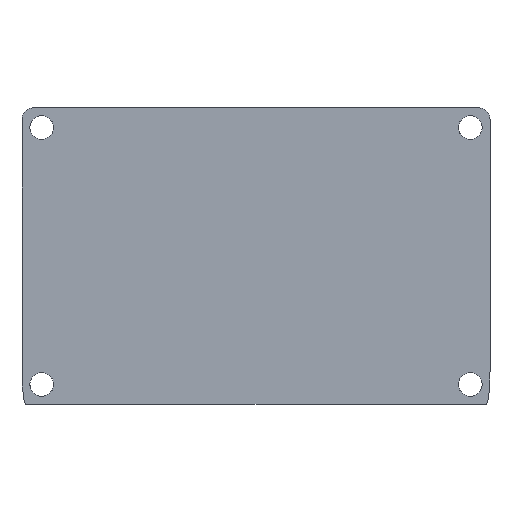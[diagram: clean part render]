
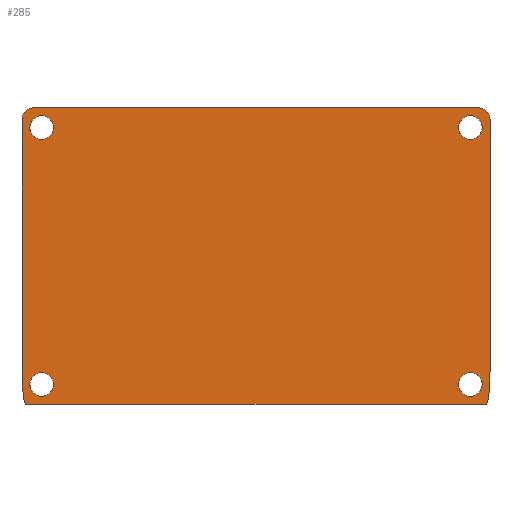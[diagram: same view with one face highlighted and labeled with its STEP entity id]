
A CAD part, top view. The second image highlights one B-rep face of the part: STEP entity #285.
In plain terms, the highlighted planar face has unit normal (0, 0, 1).
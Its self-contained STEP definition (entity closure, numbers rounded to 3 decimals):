
#19=FACE_BOUND('',#59,.T.);
#20=FACE_BOUND('',#60,.T.);
#21=FACE_BOUND('',#61,.T.);
#22=FACE_BOUND('',#62,.T.);
#28=PLANE('',#329);
#42=FACE_OUTER_BOUND('',#58,.T.);
#58=EDGE_LOOP('',(#224,#225,#226,#227,#228,#229,#230,#231));
#59=EDGE_LOOP('',(#232));
#60=EDGE_LOOP('',(#233));
#61=EDGE_LOOP('',(#234));
#62=EDGE_LOOP('',(#235));
#74=CIRCLE('',#310,3.);
#75=CIRCLE('',#313,3.);
#76=CIRCLE('',#316,3.);
#77=CIRCLE('',#319,3.);
#80=CIRCLE('',#325,3.);
#82=CIRCLE('',#332,3.);
#92=LINE('',#513,#110);
#94=LINE('',#517,#112);
#95=LINE('',#521,#113);
#96=LINE('',#525,#114);
#110=VECTOR('',#397,10.);
#112=VECTOR('',#401,10.);
#113=VECTOR('',#404,10.);
#114=VECTOR('',#407,10.);
#126=ELLIPSE('',#330,8.206,1.);
#127=ELLIPSE('',#331,8.206,1.);
#131=VERTEX_POINT('',#440);
#133=VERTEX_POINT('',#446);
#135=VERTEX_POINT('',#452);
#137=VERTEX_POINT('',#458);
#142=VERTEX_POINT('',#500);
#143=VERTEX_POINT('',#501);
#146=VERTEX_POINT('',#512);
#147=VERTEX_POINT('',#516);
#148=VERTEX_POINT('',#518);
#149=VERTEX_POINT('',#520);
#150=VERTEX_POINT('',#522);
#151=VERTEX_POINT('',#524);
#156=EDGE_CURVE('',#131,#131,#74,.T.);
#159=EDGE_CURVE('',#133,#133,#75,.T.);
#162=EDGE_CURVE('',#135,#135,#76,.T.);
#165=EDGE_CURVE('',#137,#137,#77,.T.);
#170=EDGE_CURVE('',#142,#143,#80,.T.);
#176=EDGE_CURVE('',#143,#146,#92,.T.);
#178=EDGE_CURVE('',#147,#142,#94,.T.);
#179=EDGE_CURVE('',#148,#147,#126,.T.);
#180=EDGE_CURVE('',#148,#149,#95,.T.);
#181=EDGE_CURVE('',#150,#149,#127,.T.);
#182=EDGE_CURVE('',#151,#150,#96,.T.);
#183=EDGE_CURVE('',#146,#151,#82,.T.);
#224=ORIENTED_EDGE('',*,*,#170,.F.);
#225=ORIENTED_EDGE('',*,*,#178,.F.);
#226=ORIENTED_EDGE('',*,*,#179,.F.);
#227=ORIENTED_EDGE('',*,*,#180,.T.);
#228=ORIENTED_EDGE('',*,*,#181,.F.);
#229=ORIENTED_EDGE('',*,*,#182,.F.);
#230=ORIENTED_EDGE('',*,*,#183,.F.);
#231=ORIENTED_EDGE('',*,*,#176,.F.);
#232=ORIENTED_EDGE('',*,*,#156,.T.);
#233=ORIENTED_EDGE('',*,*,#159,.T.);
#234=ORIENTED_EDGE('',*,*,#162,.T.);
#235=ORIENTED_EDGE('',*,*,#165,.T.);
#285=ADVANCED_FACE('',(#42,#19,#20,#21,#22),#28,.T.);
#310=AXIS2_PLACEMENT_3D('',#442,#352,#353);
#313=AXIS2_PLACEMENT_3D('',#448,#359,#360);
#316=AXIS2_PLACEMENT_3D('',#454,#366,#367);
#319=AXIS2_PLACEMENT_3D('',#460,#373,#374);
#325=AXIS2_PLACEMENT_3D('',#502,#385,#386);
#329=AXIS2_PLACEMENT_3D('',#515,#399,#400);
#330=AXIS2_PLACEMENT_3D('',#519,#402,#403);
#331=AXIS2_PLACEMENT_3D('',#523,#405,#406);
#332=AXIS2_PLACEMENT_3D('',#526,#408,#409);
#352=DIRECTION('center_axis',(0.,0.,-1.));
#353=DIRECTION('ref_axis',(-1.,0.,0.));
#359=DIRECTION('center_axis',(0.,0.,-1.));
#360=DIRECTION('ref_axis',(-1.,0.,0.));
#366=DIRECTION('center_axis',(0.,0.,-1.));
#367=DIRECTION('ref_axis',(-1.,0.,0.));
#373=DIRECTION('center_axis',(0.,0.,-1.));
#374=DIRECTION('ref_axis',(-1.,0.,0.));
#385=DIRECTION('center_axis',(0.,0.,-1.));
#386=DIRECTION('ref_axis',(-0.707,0.707,0.));
#397=DIRECTION('',(1.,0.,0.));
#399=DIRECTION('center_axis',(0.,0.,1.));
#400=DIRECTION('ref_axis',(0.,-1.,0.));
#401=DIRECTION('',(0.,1.,0.));
#402=DIRECTION('center_axis',(0.,0.,-1.));
#403=DIRECTION('ref_axis',(0.,-1.,0.));
#404=DIRECTION('',(1.,0.,0.));
#405=DIRECTION('center_axis',(0.,0.,-1.));
#406=DIRECTION('ref_axis',(0.,-1.,0.));
#407=DIRECTION('',(0.,-1.,0.));
#408=DIRECTION('center_axis',(0.,0.,-1.));
#409=DIRECTION('ref_axis',(0.707,0.707,0.));
#440=CARTESIAN_POINT('',(-51.25,32.5,0.));
#442=CARTESIAN_POINT('Origin',(-54.25,32.5,0.));
#446=CARTESIAN_POINT('',(57.25,32.5,0.));
#448=CARTESIAN_POINT('Origin',(54.25,32.5,0.));
#452=CARTESIAN_POINT('',(57.25,-32.5,0.));
#454=CARTESIAN_POINT('Origin',(54.25,-32.5,0.));
#458=CARTESIAN_POINT('',(-51.25,-32.5,0.));
#460=CARTESIAN_POINT('Origin',(-54.25,-32.5,0.));
#500=CARTESIAN_POINT('',(-59.25,34.5,0.));
#501=CARTESIAN_POINT('',(-56.25,37.5,0.));
#502=CARTESIAN_POINT('Origin',(-56.25,34.5,0.));
#512=CARTESIAN_POINT('',(56.25,37.5,0.));
#513=CARTESIAN_POINT('',(0.,37.5,0.));
#515=CARTESIAN_POINT('Origin',(0.,37.5,0.));
#516=CARTESIAN_POINT('',(-59.25,-29.294,0.));
#517=CARTESIAN_POINT('',(-59.25,0.,0.));
#518=CARTESIAN_POINT('',(-58.25,-37.5,0.));
#519=CARTESIAN_POINT('Origin',(-58.25,-29.294,0.));
#520=CARTESIAN_POINT('',(58.25,-37.5,0.));
#521=CARTESIAN_POINT('',(0.,-37.5,0.));
#522=CARTESIAN_POINT('',(59.25,-29.294,0.));
#523=CARTESIAN_POINT('Origin',(58.25,-29.294,0.));
#524=CARTESIAN_POINT('',(59.25,34.5,0.));
#525=CARTESIAN_POINT('',(59.25,0.,0.));
#526=CARTESIAN_POINT('Origin',(56.25,34.5,0.));
